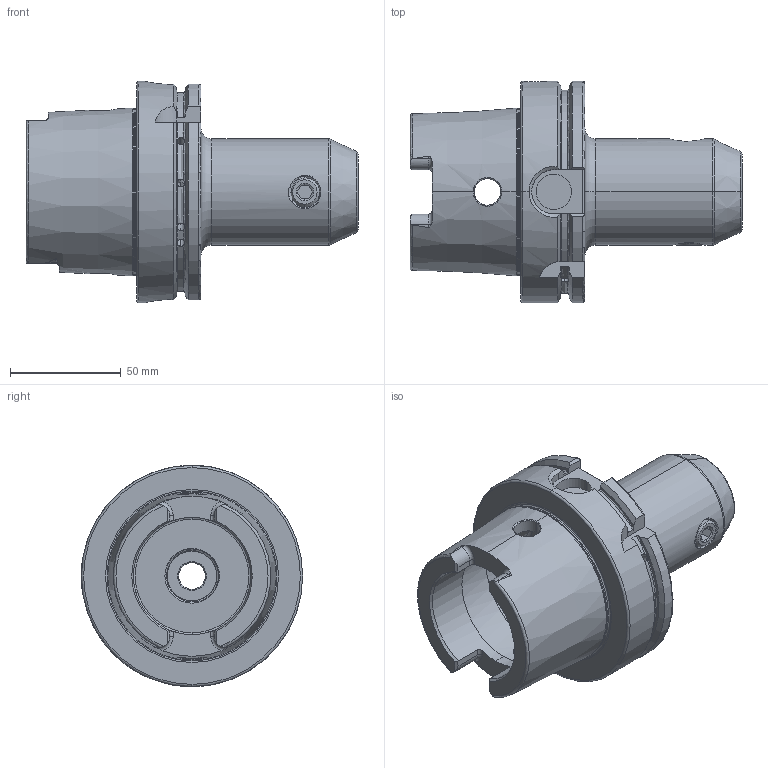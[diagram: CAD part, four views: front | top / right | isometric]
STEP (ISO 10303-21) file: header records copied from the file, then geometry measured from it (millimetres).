
FILE_DESCRIPTION (( 'STEP AP203' ), '1' );
FILE_NAME ('A100.04.16.K.STEP', '2016-09-05T09:36:48', ( '' ), ( '' ), 'SwSTEP 2.0', 'SolidWorks 2012', '' );
FILE_SCHEMA (( 'CONFIG_CONTROL_DESIGN' ));
Products named in the file (3): 側固14_M14x2_16L; A100.04.16.K
Assembly tree (2 placements, depth 2):
  A100.04.16.K
    A100.04.16.K
    側固14_M14x2_16L
Bounding box: 150 x 100 x 100 mm (x, y, z)
Volume: 360861.7 mm3; surface area: 67248.9 mm2
Topology: 2 solids, 2 shells, 308 faces, 840 edges, 534 vertices
Faces by surface type: cylinder 121, plane 69, torus 45, cone 43, bspline 28, sphere 2
Entity records: 31270 total; most frequent: CARTESIAN_POINT 23949, ORIENTED_EDGE 1656, DIRECTION 1268, EDGE_CURVE 828, VERTEX_POINT 534, AXIS2_PLACEMENT_3D 515, EDGE_LOOP 326, ADVANCED_FACE 308
